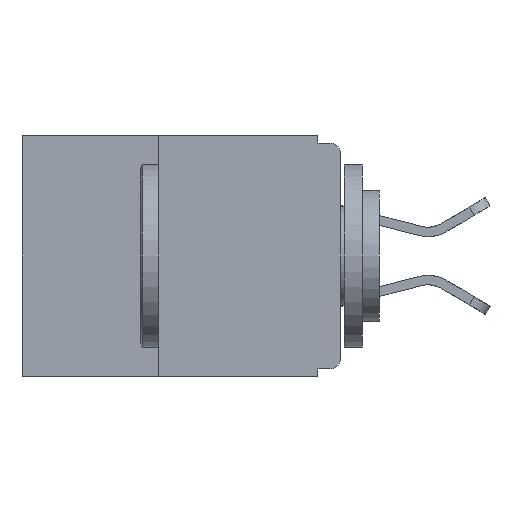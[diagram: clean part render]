
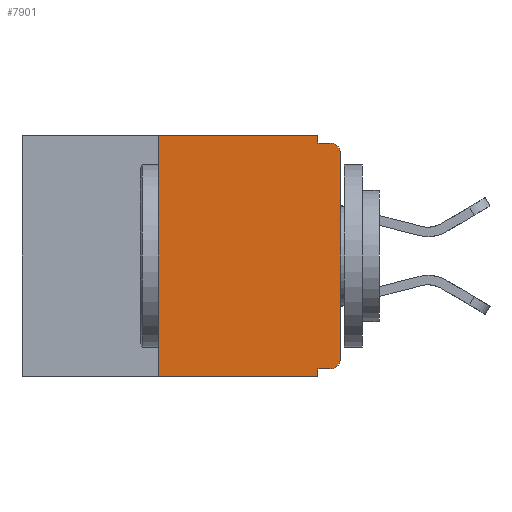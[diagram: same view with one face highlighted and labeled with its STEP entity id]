
A CAD part, left-side view. The second image highlights one B-rep face of the part: STEP entity #7901.
In plain terms, the highlighted planar face has unit normal (-1, 0, 0).
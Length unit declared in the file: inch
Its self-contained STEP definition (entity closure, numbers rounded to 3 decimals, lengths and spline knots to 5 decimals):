
#23 = CARTESIAN_POINT ( 'NONE',  ( 0., 0., -0.305 ) ) ;
#31 = VERTEX_POINT ( 'NONE', #8394 ) ;
#482 = VERTEX_POINT ( 'NONE', #11725 ) ;
#570 = EDGE_CURVE ( 'NONE', #8511, #31, #7350, .T. ) ;
#691 = EDGE_LOOP ( 'NONE', ( #11464, #11596, #11639, #11646, #11803, #11858, #12004, #12093, #12131, #12141 ) ) ;
#827 = DIRECTION ( 'NONE',  ( 0., 0., -1. ) ) ;
#842 = DIRECTION ( 'NONE',  ( 1., 0., 0. ) ) ;
#986 = CARTESIAN_POINT ( 'NONE',  ( 0., 0.437, 0. ) ) ;
#989 = PLANE ( 'NONE',  #5412 ) ;
#1368 = DIRECTION ( 'NONE',  ( 0., 0., -1. ) ) ;
#1388 = DIRECTION ( 'NONE',  ( -1., 0., 0. ) ) ;
#1391 = CARTESIAN_POINT ( 'NONE',  ( 0., 0.015, -0.305 ) ) ;
#1485 = EDGE_CURVE ( 'NONE', #10259, #4265, #4884, .T. ) ;
#1760 = EDGE_CURVE ( 'NONE', #11033, #12250, #4284, .T. ) ;
#1837 = EDGE_CURVE ( 'NONE', #4265, #8511, #4096, .T. ) ;
#2912 = CARTESIAN_POINT ( 'NONE',  ( 0., 0.031, 0. ) ) ;
#3348 = DIRECTION ( 'NONE',  ( 0., 0., -1. ) ) ;
#3843 = VECTOR ( 'NONE', #5930, 39.37008 ) ;
#3862 = LINE ( 'NONE', #6930, #3843 ) ;
#4096 = LINE ( 'NONE', #7947, #4118 ) ;
#4118 = VECTOR ( 'NONE', #5223, 39.37008 ) ;
#4237 = VECTOR ( 'NONE', #6826, 39.37008 ) ;
#4265 = VERTEX_POINT ( 'NONE', #6773 ) ;
#4279 = VERTEX_POINT ( 'NONE', #7197 ) ;
#4284 = LINE ( 'NONE', #10208, #4237 ) ;
#4650 = AXIS2_PLACEMENT_3D ( 'NONE', #1391, #1388, #1368 ) ;
#4835 = VECTOR ( 'NONE', #7080, 39.37008 ) ;
#4884 = LINE ( 'NONE', #10721, #4835 ) ;
#4918 = CARTESIAN_POINT ( 'NONE',  ( 0., 0.031, -0.33 ) ) ;
#5223 = DIRECTION ( 'NONE',  ( 0., -1., 0. ) ) ;
#5253 = FACE_OUTER_BOUND ( 'NONE', #691, .T. ) ;
#5412 = AXIS2_PLACEMENT_3D ( 'NONE', #986, #842, #827 ) ;
#5420 = EDGE_CURVE ( 'NONE', #12250, #11460, #5909, .T. ) ;
#5437 = VECTOR ( 'NONE', #6146, 39.37008 ) ;
#5909 = CIRCLE ( 'NONE', #9303, 0.015 ) ;
#5930 = DIRECTION ( 'NONE',  ( 0., -1., 0. ) ) ;
#6146 = DIRECTION ( 'NONE',  ( 0., 0., -1. ) ) ;
#6151 = LINE ( 'NONE', #4918, #5437 ) ;
#6391 = CARTESIAN_POINT ( 'NONE',  ( 0., 0.25, -0.33 ) ) ;
#6773 = CARTESIAN_POINT ( 'NONE',  ( 0., 0.25, 0. ) ) ;
#6826 = DIRECTION ( 'NONE',  ( 0., 0., 1. ) ) ;
#6930 = CARTESIAN_POINT ( 'NONE',  ( 0., 0.437, -0.33 ) ) ;
#7080 = DIRECTION ( 'NONE',  ( 0., 0., 1. ) ) ;
#7197 = CARTESIAN_POINT ( 'NONE',  ( 0., 0.031, -0.32 ) ) ;
#7306 = VECTOR ( 'NONE', #3348, 39.37008 ) ;
#7350 = LINE ( 'NONE', #12454, #7306 ) ;
#7493 = CARTESIAN_POINT ( 'NONE',  ( 0., 0.015, -0.01 ) ) ;
#7878 = EDGE_CURVE ( 'NONE', #4279, #9704, #6151, .T. ) ;
#7901 = ADVANCED_FACE ( 'NONE', ( #5253 ), #989, .F. ) ;
#7947 = CARTESIAN_POINT ( 'NONE',  ( 0., 0.437, 0. ) ) ;
#8077 = CIRCLE ( 'NONE', #4650, 0.015 ) ;
#8394 = CARTESIAN_POINT ( 'NONE',  ( 0., 0.031, -0.01 ) ) ;
#8418 = VECTOR ( 'NONE', #11957, 39.37008 ) ;
#8438 = LINE ( 'NONE', #11948, #8418 ) ;
#8511 = VERTEX_POINT ( 'NONE', #2912 ) ;
#8778 = DIRECTION ( 'NONE',  ( 0., 1., 0. ) ) ;
#8830 = CARTESIAN_POINT ( 'NONE',  ( 0., 0., -0.32 ) ) ;
#9303 = AXIS2_PLACEMENT_3D ( 'NONE', #13607, #13597, #13573 ) ;
#9704 = VERTEX_POINT ( 'NONE', #11070 ) ;
#10016 = EDGE_CURVE ( 'NONE', #482, #4279, #10586, .T. ) ;
#10208 = CARTESIAN_POINT ( 'NONE',  ( 0., 0., 0. ) ) ;
#10259 = VERTEX_POINT ( 'NONE', #6391 ) ;
#10329 = CARTESIAN_POINT ( 'NONE',  ( 0., 0., -0.025 ) ) ;
#10495 = VECTOR ( 'NONE', #8778, 39.37008 ) ;
#10561 = EDGE_CURVE ( 'NONE', #482, #11033, #8077, .T. ) ;
#10586 = LINE ( 'NONE', #8830, #10495 ) ;
#10721 = CARTESIAN_POINT ( 'NONE',  ( 0., 0.25, -0.33 ) ) ;
#11033 = VERTEX_POINT ( 'NONE', #23 ) ;
#11070 = CARTESIAN_POINT ( 'NONE',  ( 0., 0.031, -0.33 ) ) ;
#11205 = EDGE_CURVE ( 'NONE', #31, #11460, #8438, .T. ) ;
#11460 = VERTEX_POINT ( 'NONE', #7493 ) ;
#11464 = ORIENTED_EDGE ( 'NONE', *, *, #1760, .T. ) ;
#11596 = ORIENTED_EDGE ( 'NONE', *, *, #5420, .T. ) ;
#11639 = ORIENTED_EDGE ( 'NONE', *, *, #11205, .F. ) ;
#11646 = ORIENTED_EDGE ( 'NONE', *, *, #570, .F. ) ;
#11725 = CARTESIAN_POINT ( 'NONE',  ( 0., 0.015, -0.32 ) ) ;
#11803 = ORIENTED_EDGE ( 'NONE', *, *, #1837, .F. ) ;
#11858 = ORIENTED_EDGE ( 'NONE', *, *, #1485, .F. ) ;
#11948 = CARTESIAN_POINT ( 'NONE',  ( 0., 0., -0.01 ) ) ;
#11957 = DIRECTION ( 'NONE',  ( 0., -1., 0. ) ) ;
#12004 = ORIENTED_EDGE ( 'NONE', *, *, #12451, .T. ) ;
#12093 = ORIENTED_EDGE ( 'NONE', *, *, #7878, .F. ) ;
#12131 = ORIENTED_EDGE ( 'NONE', *, *, #10016, .F. ) ;
#12141 = ORIENTED_EDGE ( 'NONE', *, *, #10561, .T. ) ;
#12250 = VERTEX_POINT ( 'NONE', #10329 ) ;
#12451 = EDGE_CURVE ( 'NONE', #10259, #9704, #3862, .T. ) ;
#12454 = CARTESIAN_POINT ( 'NONE',  ( 0., 0.031, 0. ) ) ;
#13573 = DIRECTION ( 'NONE',  ( 0., 0., -1. ) ) ;
#13597 = DIRECTION ( 'NONE',  ( -1., 0., 0. ) ) ;
#13607 = CARTESIAN_POINT ( 'NONE',  ( 0., 0.015, -0.025 ) ) ;
